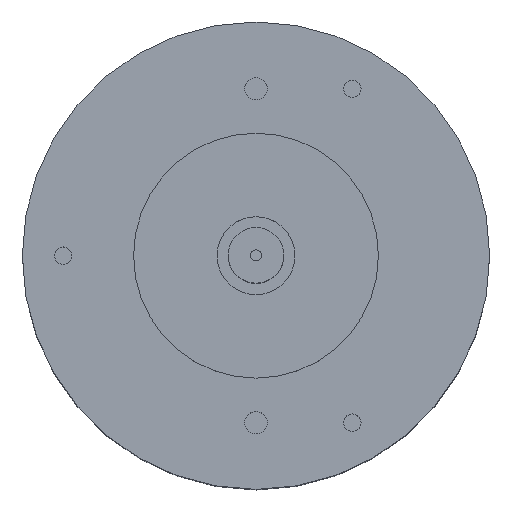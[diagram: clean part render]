
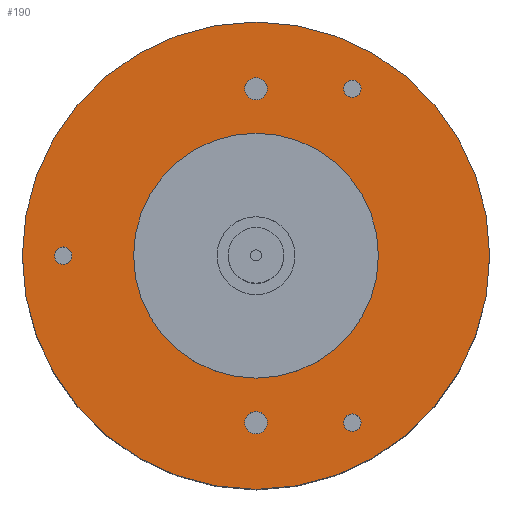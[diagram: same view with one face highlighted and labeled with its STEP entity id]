
A CAD part, top view. The second image highlights one B-rep face of the part: STEP entity #190.
In plain terms, the highlighted planar face has unit normal (0, 0, 1).
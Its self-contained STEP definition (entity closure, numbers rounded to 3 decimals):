
#190 = ADVANCED_FACE( '', ( #437, #438, #439, #440, #441, #442, #443 ), #444, .F. );
#437 = FACE_BOUND( '', #758, .T. );
#438 = FACE_BOUND( '', #759, .T. );
#439 = FACE_BOUND( '', #760, .T. );
#440 = FACE_BOUND( '', #761, .T. );
#441 = FACE_BOUND( '', #762, .T. );
#442 = FACE_BOUND( '', #763, .T. );
#443 = FACE_OUTER_BOUND( '', #764, .T. );
#444 = PLANE( '', #765 );
#758 = EDGE_LOOP( '', ( #1235 ) );
#759 = EDGE_LOOP( '', ( #1236 ) );
#760 = EDGE_LOOP( '', ( #1237 ) );
#761 = EDGE_LOOP( '', ( #1238 ) );
#762 = EDGE_LOOP( '', ( #1239 ) );
#763 = EDGE_LOOP( '', ( #1240 ) );
#764 = EDGE_LOOP( '', ( #1241 ) );
#765 = AXIS2_PLACEMENT_3D( '', #1242, #1243, #1244 );
#1235 = ORIENTED_EDGE( '', *, *, #1748, .T. );
#1236 = ORIENTED_EDGE( '', *, *, #1689, .T. );
#1237 = ORIENTED_EDGE( '', *, *, #1730, .T. );
#1238 = ORIENTED_EDGE( '', *, *, #1749, .T. );
#1239 = ORIENTED_EDGE( '', *, *, #1750, .T. );
#1240 = ORIENTED_EDGE( '', *, *, #1751, .T. );
#1241 = ORIENTED_EDGE( '', *, *, #1652, .F. );
#1242 = CARTESIAN_POINT( '', ( 0., 0., 30. ) );
#1243 = DIRECTION( '', ( 0., 0., -1. ) );
#1244 = DIRECTION( '', ( -1., 0., 0. ) );
#1652 = EDGE_CURVE( '', #1930, #1930, #1931, .T. );
#1689 = EDGE_CURVE( '', #1994, #1994, #1995, .T. );
#1730 = EDGE_CURVE( '', #2055, #2055, #2056, .T. );
#1748 = EDGE_CURVE( '', #2079, #2079, #2080, .T. );
#1749 = EDGE_CURVE( '', #2081, #2081, #2082, .T. );
#1750 = EDGE_CURVE( '', #2083, #2083, #2084, .T. );
#1751 = EDGE_CURVE( '', #2085, #2085, #2086, .T. );
#1930 = VERTEX_POINT( '', #2323 );
#1931 = CIRCLE( '', #2324, 21. );
#1994 = VERTEX_POINT( '', #2404 );
#1995 = CIRCLE( '', #2405, 0.784 );
#2055 = VERTEX_POINT( '', #2490 );
#2056 = CIRCLE( '', #2491, 0.784 );
#2079 = VERTEX_POINT( '', #2518 );
#2080 = CIRCLE( '', #2519, 0.784 );
#2081 = VERTEX_POINT( '', #2520 );
#2082 = CIRCLE( '', #2521, 1.007 );
#2083 = VERTEX_POINT( '', #2522 );
#2084 = CIRCLE( '', #2523, 1.007 );
#2085 = VERTEX_POINT( '', #2524 );
#2086 = CIRCLE( '', #2525, 11. );
#2323 = CARTESIAN_POINT( '', ( 21., 0., 30. ) );
#2324 = AXIS2_PLACEMENT_3D( '', #2737, #2738, #2739 );
#2404 = CARTESIAN_POINT( '', ( 8.66, 14.217, 30. ) );
#2405 = AXIS2_PLACEMENT_3D( '', #2790, #2791, #2792 );
#2490 = CARTESIAN_POINT( '', ( -17.321, -0.784, 30. ) );
#2491 = AXIS2_PLACEMENT_3D( '', #2827, #2828, #2829 );
#2518 = CARTESIAN_POINT( '', ( 8.66, -15.784, 30. ) );
#2519 = AXIS2_PLACEMENT_3D( '', #2846, #2847, #2848 );
#2520 = CARTESIAN_POINT( '', ( 0., -16.007, 30. ) );
#2521 = AXIS2_PLACEMENT_3D( '', #2849, #2850, #2851 );
#2522 = CARTESIAN_POINT( '', ( 0., 13.994, 30. ) );
#2523 = AXIS2_PLACEMENT_3D( '', #2852, #2853, #2854 );
#2524 = CARTESIAN_POINT( '', ( 0., 11., 30. ) );
#2525 = AXIS2_PLACEMENT_3D( '', #2855, #2856, #2857 );
#2737 = CARTESIAN_POINT( '', ( 0., 0., 30. ) );
#2738 = DIRECTION( '', ( 0., 0., -1. ) );
#2739 = DIRECTION( '', ( 1., 0., 0. ) );
#2790 = CARTESIAN_POINT( '', ( 8.66, 15., 30. ) );
#2791 = DIRECTION( '', ( 0., 0., -1. ) );
#2792 = DIRECTION( '', ( 0., -1., 0. ) );
#2827 = CARTESIAN_POINT( '', ( -17.321, 0., 30. ) );
#2828 = DIRECTION( '', ( 0., 0., -1. ) );
#2829 = DIRECTION( '', ( 0., -1., 0. ) );
#2846 = CARTESIAN_POINT( '', ( 8.66, -15., 30. ) );
#2847 = DIRECTION( '', ( 0., 0., -1. ) );
#2848 = DIRECTION( '', ( 0., -1., 0. ) );
#2849 = CARTESIAN_POINT( '', ( 0., -15., 30. ) );
#2850 = DIRECTION( '', ( 0., 0., -1. ) );
#2851 = DIRECTION( '', ( 0., -1., 0. ) );
#2852 = CARTESIAN_POINT( '', ( 0., 15., 30. ) );
#2853 = DIRECTION( '', ( 0., 0., -1. ) );
#2854 = DIRECTION( '', ( 0., -1., 0. ) );
#2855 = CARTESIAN_POINT( '', ( 0., 0., 30. ) );
#2856 = DIRECTION( '', ( 0., 0., -1. ) );
#2857 = DIRECTION( '', ( 0., 1., 0. ) );
